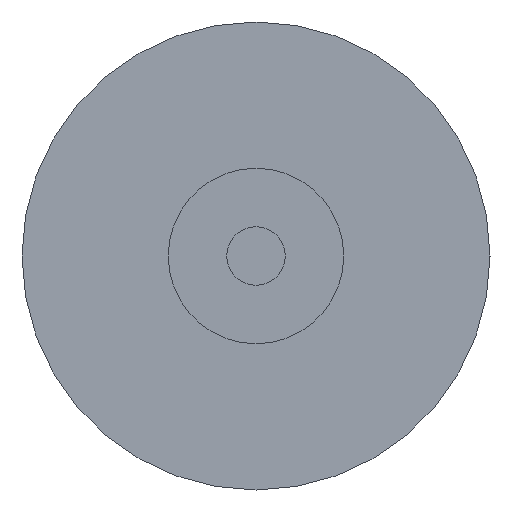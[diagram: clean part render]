
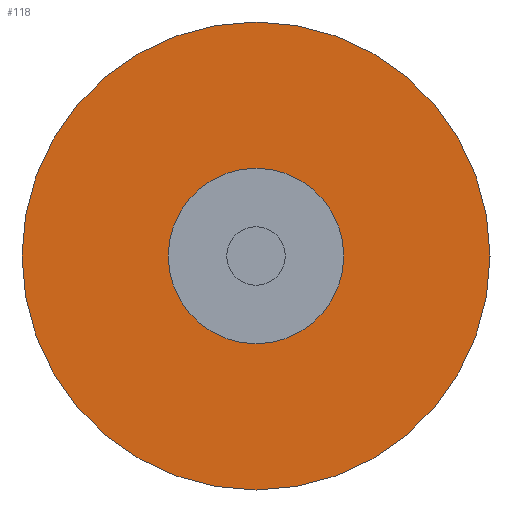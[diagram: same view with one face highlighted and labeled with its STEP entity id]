
A CAD part, left-side view. The second image highlights one B-rep face of the part: STEP entity #118.
In plain terms, the highlighted planar face has unit normal (-1, 0, 0).
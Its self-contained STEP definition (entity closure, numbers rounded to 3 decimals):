
#16=FACE_BOUND('',#33,.T.);
#18=PLANE('',#153);
#24=FACE_OUTER_BOUND('',#32,.T.);
#32=EDGE_LOOP('',(#98,#99));
#33=EDGE_LOOP('',(#100,#101));
#49=CIRCLE('',#151,3.);
#50=CIRCLE('',#152,3.);
#51=CIRCLE('',#154,8.);
#52=CIRCLE('',#155,8.);
#61=VERTEX_POINT('',#221);
#62=VERTEX_POINT('',#222);
#63=VERTEX_POINT('',#227);
#64=VERTEX_POINT('',#228);
#74=EDGE_CURVE('',#61,#62,#49,.T.);
#75=EDGE_CURVE('',#62,#61,#50,.T.);
#77=EDGE_CURVE('',#63,#64,#51,.T.);
#78=EDGE_CURVE('',#64,#63,#52,.T.);
#98=ORIENTED_EDGE('',*,*,#77,.F.);
#99=ORIENTED_EDGE('',*,*,#78,.F.);
#100=ORIENTED_EDGE('',*,*,#74,.T.);
#101=ORIENTED_EDGE('',*,*,#75,.T.);
#118=ADVANCED_FACE('',(#24,#16),#18,.T.);
#151=AXIS2_PLACEMENT_3D('',#223,#182,#183);
#152=AXIS2_PLACEMENT_3D('',#224,#184,#185);
#153=AXIS2_PLACEMENT_3D('',#226,#187,#188);
#154=AXIS2_PLACEMENT_3D('',#229,#189,#190);
#155=AXIS2_PLACEMENT_3D('',#230,#191,#192);
#182=DIRECTION('center_axis',(1.,0.,0.));
#183=DIRECTION('ref_axis',(0.,0.,-1.));
#184=DIRECTION('center_axis',(1.,0.,0.));
#185=DIRECTION('ref_axis',(0.,0.,-1.));
#187=DIRECTION('center_axis',(-1.,0.,0.));
#188=DIRECTION('ref_axis',(0.,0.,1.));
#189=DIRECTION('center_axis',(1.,0.,0.));
#190=DIRECTION('ref_axis',(0.,0.,-1.));
#191=DIRECTION('center_axis',(1.,0.,0.));
#192=DIRECTION('ref_axis',(0.,0.,-1.));
#221=CARTESIAN_POINT('',(6.5,3.,0.));
#222=CARTESIAN_POINT('',(6.5,-3.,0.));
#223=CARTESIAN_POINT('Origin',(6.5,0.,0.));
#224=CARTESIAN_POINT('Origin',(6.5,0.,0.));
#226=CARTESIAN_POINT('Origin',(6.5,8.,0.));
#227=CARTESIAN_POINT('',(6.5,8.,0.));
#228=CARTESIAN_POINT('',(6.5,-8.,0.));
#229=CARTESIAN_POINT('Origin',(6.5,0.,0.));
#230=CARTESIAN_POINT('Origin',(6.5,0.,0.));
